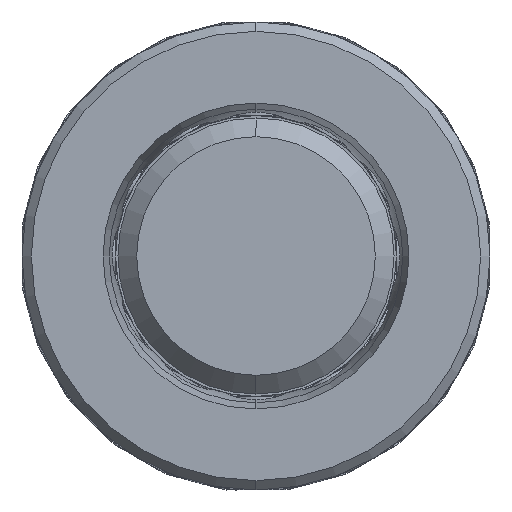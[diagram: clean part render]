
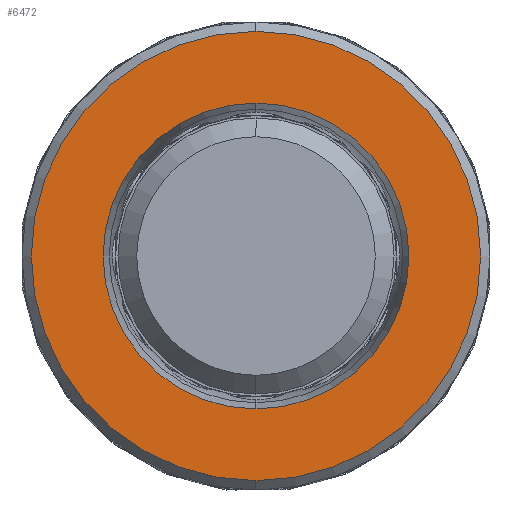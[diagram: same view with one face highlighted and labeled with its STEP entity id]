
A CAD part, front view. The second image highlights one B-rep face of the part: STEP entity #6472.
In plain terms, the highlighted planar face has unit normal (0, -1, 0).
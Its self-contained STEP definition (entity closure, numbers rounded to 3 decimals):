
#808 = DIRECTION ( 'NONE',  ( 0., -1., 0. ) ) ;
#920 = AXIS2_PLACEMENT_3D ( 'NONE', #6339, #1013, #15049 ) ;
#931 = EDGE_LOOP ( 'NONE', ( #22102, #13785 ) ) ;
#1013 = DIRECTION ( 'NONE',  ( 0., -1., 0. ) ) ;
#1262 = DIRECTION ( 'NONE',  ( 0., 0., 1. ) ) ;
#2554 = ORIENTED_EDGE ( 'NONE', *, *, #11705, .F. ) ;
#4172 = DIRECTION ( 'NONE',  ( 0., 0., -1. ) ) ;
#4881 = ORIENTED_EDGE ( 'NONE', *, *, #16415, .F. ) ;
#6339 = CARTESIAN_POINT ( 'NONE',  ( 221.174, -6.032, 0. ) ) ;
#6472 = ADVANCED_FACE ( 'NONE', ( #10717, #17557 ), #17130, .F. ) ;
#6512 = AXIS2_PLACEMENT_3D ( 'NONE', #11924, #10091, #1262 ) ;
#6921 = CARTESIAN_POINT ( 'NONE',  ( 221.174, -6.032, 0. ) ) ;
#6977 = AXIS2_PLACEMENT_3D ( 'NONE', #6921, #12170, #15636 ) ;
#7267 = DIRECTION ( 'NONE',  ( 0., -1., 0. ) ) ;
#7809 = EDGE_LOOP ( 'NONE', ( #4881, #2554 ) ) ;
#7988 = VERTEX_POINT ( 'NONE', #11640 ) ;
#8375 = EDGE_CURVE ( 'NONE', #15255, #12802, #16444, .T. ) ;
#8983 = VERTEX_POINT ( 'NONE', #14869 ) ;
#9879 = AXIS2_PLACEMENT_3D ( 'NONE', #11249, #808, #4172 ) ;
#10091 = DIRECTION ( 'NONE',  ( 0., 1., 0. ) ) ;
#10233 = CIRCLE ( 'NONE', #6977, 16.34 ) ;
#10717 = FACE_BOUND ( 'NONE', #7809, .T. ) ;
#11249 = CARTESIAN_POINT ( 'NONE',  ( 221.174, -6.032, 0. ) ) ;
#11640 = CARTESIAN_POINT ( 'NONE',  ( 221.174, -6.032, 16.34 ) ) ;
#11705 = EDGE_CURVE ( 'NONE', #7988, #8983, #10233, .T. ) ;
#11924 = CARTESIAN_POINT ( 'NONE',  ( 197.174, -6.032, 0. ) ) ;
#12170 = DIRECTION ( 'NONE',  ( 0., -1., 0. ) ) ;
#12258 = EDGE_CURVE ( 'NONE', #12802, #15255, #18697, .T. ) ;
#12341 = CIRCLE ( 'NONE', #920, 16.34 ) ;
#12802 = VERTEX_POINT ( 'NONE', #15156 ) ;
#13785 = ORIENTED_EDGE ( 'NONE', *, *, #8375, .T. ) ;
#14287 = DIRECTION ( 'NONE',  ( 0., 0., -1. ) ) ;
#14869 = CARTESIAN_POINT ( 'NONE',  ( 221.174, -6.032, -16.34 ) ) ;
#15049 = DIRECTION ( 'NONE',  ( 0., 0., -1. ) ) ;
#15156 = CARTESIAN_POINT ( 'NONE',  ( 221.174, -6.032, 24. ) ) ;
#15255 = VERTEX_POINT ( 'NONE', #20025 ) ;
#15636 = DIRECTION ( 'NONE',  ( 0., 0., -1. ) ) ;
#16415 = EDGE_CURVE ( 'NONE', #8983, #7988, #12341, .T. ) ;
#16444 = CIRCLE ( 'NONE', #9879, 24. ) ;
#17130 = PLANE ( 'NONE',  #6512 ) ;
#17557 = FACE_OUTER_BOUND ( 'NONE', #931, .T. ) ;
#17869 = CARTESIAN_POINT ( 'NONE',  ( 221.174, -6.032, 0. ) ) ;
#18697 = CIRCLE ( 'NONE', #21748, 24. ) ;
#20025 = CARTESIAN_POINT ( 'NONE',  ( 221.174, -6.032, -24. ) ) ;
#21748 = AXIS2_PLACEMENT_3D ( 'NONE', #17869, #7267, #14287 ) ;
#22102 = ORIENTED_EDGE ( 'NONE', *, *, #12258, .T. ) ;
